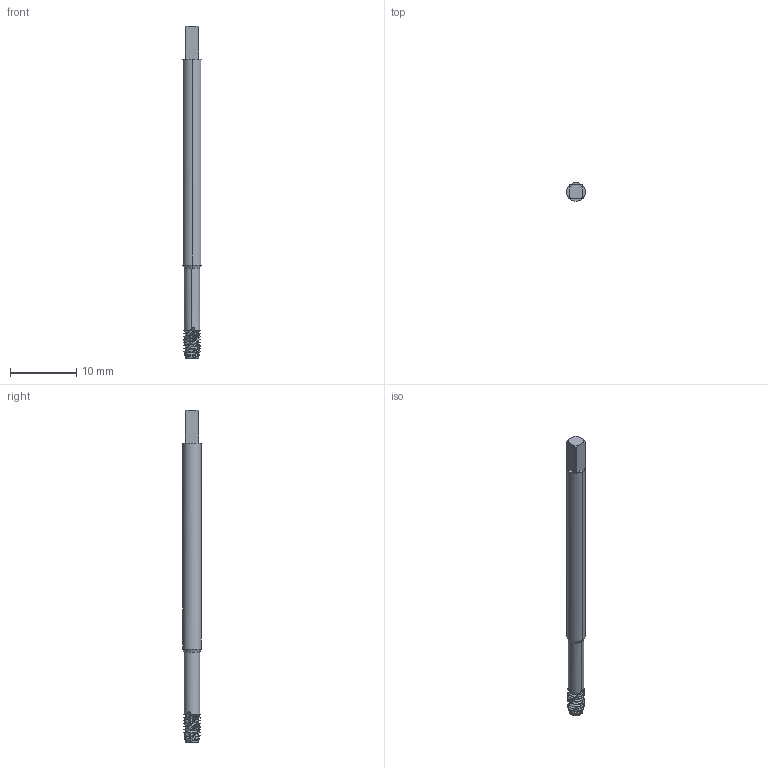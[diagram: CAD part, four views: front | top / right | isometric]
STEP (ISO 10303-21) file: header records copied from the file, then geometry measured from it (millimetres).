
FILE_DESCRIPTION(('no description'),'unknown implementation level');
FILE_NAME('solidNyugT7SK2Dnr3Fee5L5l5g8vhvk_1.STP',' ',('CIMSOURCE GmbH'),('CADClick - KiM GmbH - www.kimweb.de'),'unknown preprocess','ACIS','unknown authorization');
FILE_SCHEMA(('automotive_design'));
Length unit declared in the file: millimetre
Products named in the file (2): 1; 2
Bounding box: 2.8 x 2.8 x 50 mm (x, y, z)
Volume: 270.8 mm3; surface area: 491.6 mm2
Topology: 2 solids, 2 shells, 251 faces, 711 edges, 458 vertices
Faces by surface type: cone 114, cylinder 90, bspline 24, plane 17, revolution 6
Entity records: 21888 total; most frequent: CARTESIAN_POINT 8075, STYLED_ITEM 1416, PRESENTATION_STYLE_ASSIGNMENT 1416, COLOUR_RGB 1416, ORIENTED_EDGE 1410, DIRECTION 1065, EDGE_CURVE 705, CURVE_STYLE 705
